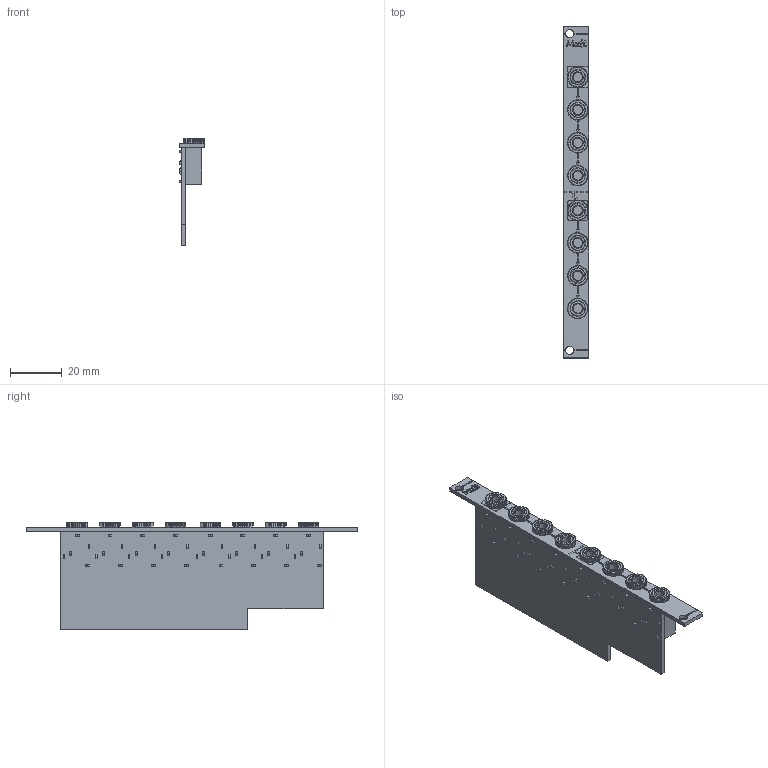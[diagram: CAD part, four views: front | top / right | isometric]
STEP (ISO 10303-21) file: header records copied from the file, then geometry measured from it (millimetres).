
FILE_DESCRIPTION (( 'STEP AP214' ), '1' );
FILE_NAME ('Buffered Multiple.STEP', '2021-09-05T04:12:27', ( '' ), ( '' ), 'SwSTEP 2.0', 'SolidWorks 2020', '' );
FILE_SCHEMA (( 'AUTOMOTIVE_DESIGN' ));
Length unit declared in the file: millimetre
Products named in the file (5): Buffered Multiple; Buffered Multiple Platine; Buffered Multiple Frontplatte; PJ-324M; Nut
Assembly tree (18 placements, depth 2):
  Buffered Multiple
    Buffered Multiple Frontplatte
    Buffered Multiple Platine
    PJ-324M  x8
    Nut  x8
Bounding box: 9.95 x 128.5 x 41.8 mm (x, y, z)
Volume: 16550 mm3; surface area: 17936.1 mm2
Topology: 18 solids, 18 shells, 1698 faces, 4754 edges, 3156 vertices
Faces by surface type: plane 940, cone 536, cylinder 156, bspline 66
Entity records: 18383 total; most frequent: CARTESIAN_POINT 5935, ORIENTED_EDGE 2270, DIRECTION 1768, EDGE_CURVE 1135, VERTEX_POINT 755, VECTOR 720, LINE 720, AXIS2_PLACEMENT_3D 524
